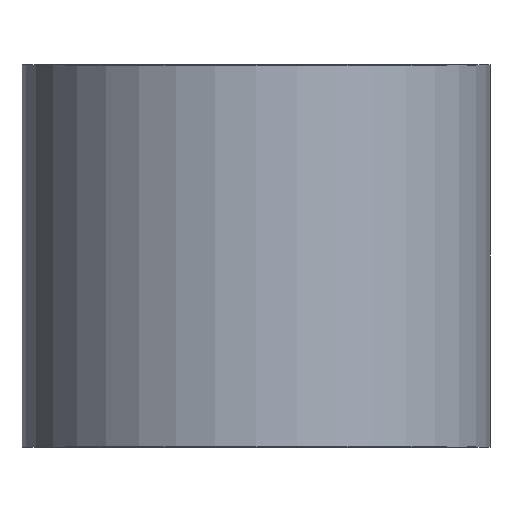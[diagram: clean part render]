
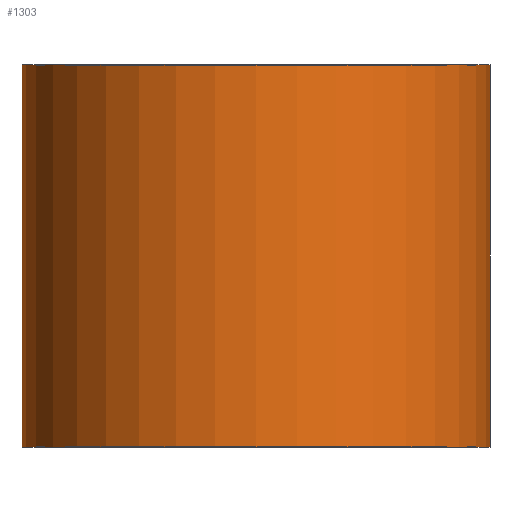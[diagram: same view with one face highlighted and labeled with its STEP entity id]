
A CAD part, front view. The second image highlights one B-rep face of the part: STEP entity #1303.
In plain terms, the highlighted cylindrical face has radius 550 mm (diameter 1100 mm), a full revolution.
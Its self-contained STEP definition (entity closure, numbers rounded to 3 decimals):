
#10 = DIRECTION ( 'NONE',  ( 1., 0., 0. ) ) ;
#42 = ORIENTED_EDGE ( 'NONE', *, *, #1079, .F. ) ;
#193 = DIRECTION ( 'NONE',  ( 1., 0., 0. ) ) ;
#215 = VERTEX_POINT ( 'NONE', #1060 ) ;
#228 = DIRECTION ( 'NONE',  ( 0., 0., 1. ) ) ;
#255 = CARTESIAN_POINT ( 'NONE',  ( 550., 0., 900. ) ) ;
#278 = FACE_OUTER_BOUND ( 'NONE', #1107, .T. ) ;
#322 = CARTESIAN_POINT ( 'NONE',  ( 0., 0., 0. ) ) ;
#424 = DIRECTION ( 'NONE',  ( 0., 0., 1. ) ) ;
#446 = CARTESIAN_POINT ( 'NONE',  ( 0., 0., 0. ) ) ;
#497 = FACE_OUTER_BOUND ( 'NONE', #551, .T. ) ;
#513 = CARTESIAN_POINT ( 'NONE',  ( 0., 0., 900. ) ) ;
#551 = EDGE_LOOP ( 'NONE', ( #42 ) ) ;
#592 = EDGE_CURVE ( 'NONE', #215, #215, #1326, .T. ) ;
#616 = DIRECTION ( 'NONE',  ( 0., 0., 1. ) ) ;
#697 = AXIS2_PLACEMENT_3D ( 'NONE', #322, #424, #10 ) ;
#722 = ORIENTED_EDGE ( 'NONE', *, *, #592, .T. ) ;
#726 = AXIS2_PLACEMENT_3D ( 'NONE', #513, #616, #193 ) ;
#775 = VERTEX_POINT ( 'NONE', #255 ) ;
#819 = AXIS2_PLACEMENT_3D ( 'NONE', #446, #228, #1270 ) ;
#839 = CYLINDRICAL_SURFACE ( 'NONE', #697, 550. ) ;
#1060 = CARTESIAN_POINT ( 'NONE',  ( 550., 0., 0. ) ) ;
#1079 = EDGE_CURVE ( 'NONE', #775, #775, #1113, .T. ) ;
#1107 = EDGE_LOOP ( 'NONE', ( #722 ) ) ;
#1113 = CIRCLE ( 'NONE', #726, 550. ) ;
#1270 = DIRECTION ( 'NONE',  ( 1., 0., 0. ) ) ;
#1303 = ADVANCED_FACE ( 'NONE', ( #278, #497 ), #839, .T. ) ;
#1326 = CIRCLE ( 'NONE', #819, 550. ) ;
